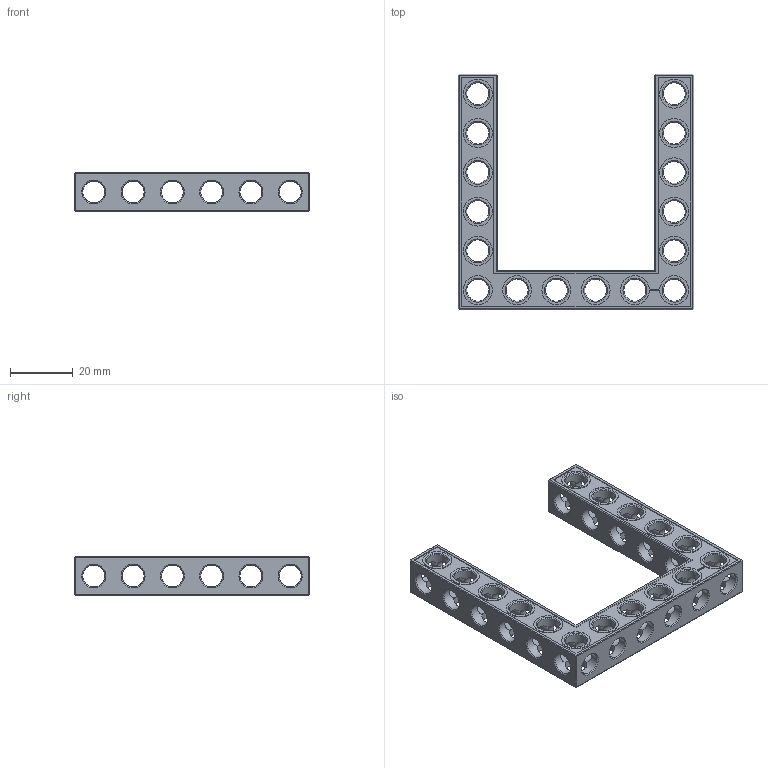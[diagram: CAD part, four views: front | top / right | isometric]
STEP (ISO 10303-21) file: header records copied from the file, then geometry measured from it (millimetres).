
FILE_DESCRIPTION(('FreeCAD Model'),'2;1');
FILE_NAME('Open CASCADE Shape Model','2022-02-23T18:20:34',( 'Paulo Kiefe'),('STEMFIE.org'),'Open CASCADE STEP processor 7.5', 'FreeCAD','Unknown');
FILE_SCHEMA(('AUTOMOTIVE_DESIGN { 1 0 10303 214 1 1 1 1 }'));
Products named in the file (1): Beam AGD ESS USH SYM BU06x06x01 - SPN-BEM-0362 (stemfie.org)
Bounding box: 75 x 75 x 12.5 mm (x, y, z)
Volume: 15633.4 mm3; surface area: 14082.3 mm2
Topology: 1 solids, 1 shells, 739 faces, 2152 edges, 1400 vertices
Faces by surface type: plane 388, extrusion 188, cylinder 97, cone 66
Full cylindrical faces by diameter (mm): 6.98 x14, 7 x67, 9.2 x16
Entity records: 106003 total; most frequent: CARTESIAN_POINT 65625, DIRECTION 6412, VECTOR 4582, LINE 4394, ORIENTED_EDGE 4304, PCURVE 4304, DEFINITIONAL_REPRESENTATION 4304, EDGE_CURVE 2152
